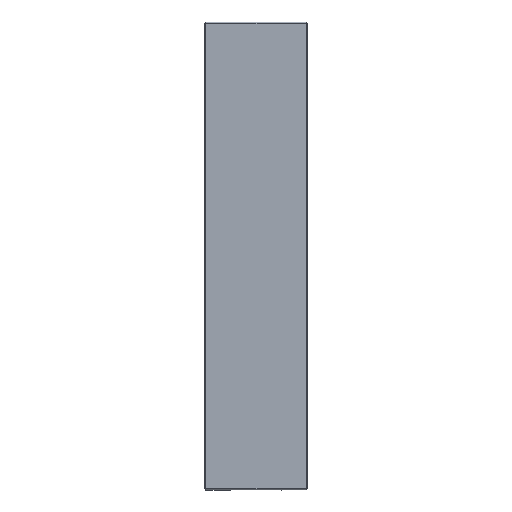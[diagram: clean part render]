
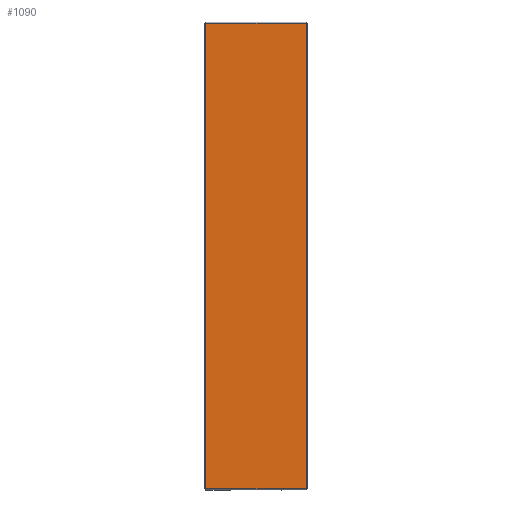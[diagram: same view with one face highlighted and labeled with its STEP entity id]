
A CAD part, left-side view. The second image highlights one B-rep face of the part: STEP entity #1090.
In plain terms, the highlighted planar face has unit normal (-1, 0, 0).
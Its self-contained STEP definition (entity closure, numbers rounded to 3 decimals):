
#13 = VECTOR ( 'NONE', #503, 1000. ) ;
#61 = ORIENTED_EDGE ( 'NONE', *, *, #1643, .T. ) ;
#236 = CARTESIAN_POINT ( 'NONE',  ( 0., 97., -451. ) ) ;
#316 = CARTESIAN_POINT ( 'NONE',  ( 0., -4634.5, 451. ) ) ;
#466 = VECTOR ( 'NONE', #2138, 1000. ) ;
#503 = DIRECTION ( 'NONE',  ( 0., 1., 0. ) ) ;
#636 = EDGE_CURVE ( 'NONE', #1604, #2006, #1592, .T. ) ;
#661 = DIRECTION ( 'NONE',  ( 0., 0., 1. ) ) ;
#696 = EDGE_CURVE ( 'NONE', #2006, #2019, #2135, .T. ) ;
#700 = LINE ( 'NONE', #824, #2277 ) ;
#770 = DIRECTION ( 'NONE',  ( -1., 0., 0. ) ) ;
#777 = DIRECTION ( 'NONE',  ( 0., 0., 1. ) ) ;
#824 = CARTESIAN_POINT ( 'NONE',  ( 0., -97., -4988.5 ) ) ;
#877 = EDGE_CURVE ( 'NONE', #2019, #1656, #700, .T. ) ;
#929 = CARTESIAN_POINT ( 'NONE',  ( 0., 4634.5, -451. ) ) ;
#1043 = FACE_OUTER_BOUND ( 'NONE', #1276, .T. ) ;
#1090 = ADVANCED_FACE ( 'NONE', ( #1043 ), #1695, .T. ) ;
#1137 = CARTESIAN_POINT ( 'NONE',  ( 0., 0., 0. ) ) ;
#1150 = CARTESIAN_POINT ( 'NONE',  ( 0., 97., 451. ) ) ;
#1209 = VECTOR ( 'NONE', #2164, 1000. ) ;
#1276 = EDGE_LOOP ( 'NONE', ( #61, #2182, #2282, #1333 ) ) ;
#1333 = ORIENTED_EDGE ( 'NONE', *, *, #877, .T. ) ;
#1371 = CARTESIAN_POINT ( 'NONE',  ( 0., -97., 451. ) ) ;
#1397 = LINE ( 'NONE', #316, #13 ) ;
#1566 = AXIS2_PLACEMENT_3D ( 'NONE', #1137, #770, #777 ) ;
#1592 = LINE ( 'NONE', #1966, #466 ) ;
#1604 = VERTEX_POINT ( 'NONE', #1150 ) ;
#1620 = CARTESIAN_POINT ( 'NONE',  ( 0., -97., -451. ) ) ;
#1643 = EDGE_CURVE ( 'NONE', #1656, #1604, #1397, .T. ) ;
#1656 = VERTEX_POINT ( 'NONE', #1371 ) ;
#1695 = PLANE ( 'NONE',  #1566 ) ;
#1966 = CARTESIAN_POINT ( 'NONE',  ( 0., 97., 4988.5 ) ) ;
#2006 = VERTEX_POINT ( 'NONE', #236 ) ;
#2019 = VERTEX_POINT ( 'NONE', #1620 ) ;
#2135 = LINE ( 'NONE', #929, #1209 ) ;
#2138 = DIRECTION ( 'NONE',  ( 0., 0., -1. ) ) ;
#2164 = DIRECTION ( 'NONE',  ( 0., -1., 0. ) ) ;
#2182 = ORIENTED_EDGE ( 'NONE', *, *, #636, .T. ) ;
#2277 = VECTOR ( 'NONE', #661, 1000. ) ;
#2282 = ORIENTED_EDGE ( 'NONE', *, *, #696, .T. ) ;
